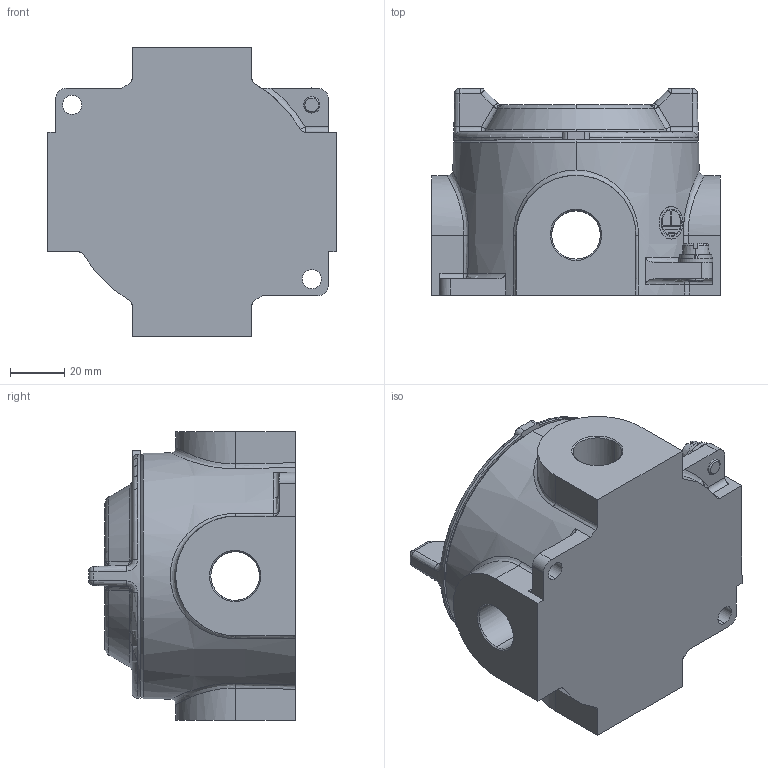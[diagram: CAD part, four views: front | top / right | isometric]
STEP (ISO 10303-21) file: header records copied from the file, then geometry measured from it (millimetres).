
FILE_DESCRIPTION (( 'STEP AP203' ), '1' );
FILE_NAME ('8252_12-0HHHH-111.STEP', '2014-06-13T13:15:36', ( '' ), ( '' ), 'SwSTEP 2.0', 'SolidWorks 2014', '' );
FILE_SCHEMA (( 'CONFIG_CONTROL_DESIGN' ));
Length unit declared in the file: millimetre
Products named in the file (9): 506_548_0; 506_635_0; 515_839_0_eingebaut; socket set screw flat point_iso_ISO 4026 - M3 x 3-N; 520_086_0; 8252_12-0HHHH-111; 8252_9_004_006_3_3d export 1-2" 4way; 8252_9_005_002_6_3d export; 502_077_0
Assembly tree (11 placements, depth 2):
  8252_12-0HHHH-111
    8252_9_004_006_3_3d export 1-2" 4way
    8252_9_005_002_6_3d export
    502_077_0  x2
    506_548_0  x2
    506_635_0  x2
    515_839_0_eingebaut
    socket set screw flat point_iso_ISO 4026 - M3 x 3-N
    520_086_0
Bounding box: 106 x 76 x 106 mm (x, y, z)
Volume: 226377.6 mm3; surface area: 81139.3 mm2
Topology: 11 solids, 11 shells, 419 faces, 983 edges, 574 vertices
Faces by surface type: plane 111, cylinder 99, cone 71, bspline 67, torus 55, sphere 16
Entity records: 15346 total; most frequent: CARTESIAN_POINT 6060, ORIENTED_EDGE 1742, DIRECTION 1730, EDGE_CURVE 871, AXIS2_PLACEMENT_3D 718, VERTEX_POINT 520, EDGE_LOOP 413, CIRCLE 391
